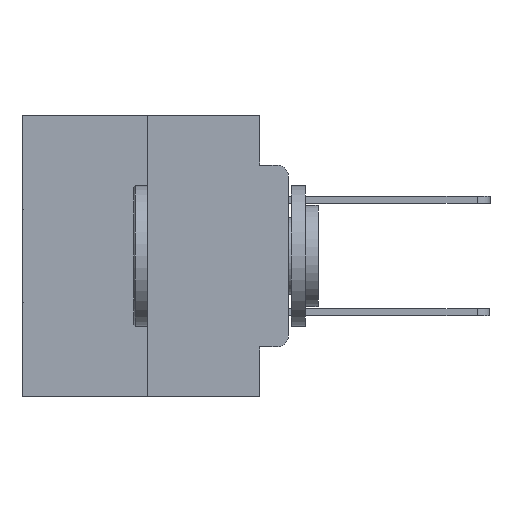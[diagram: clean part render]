
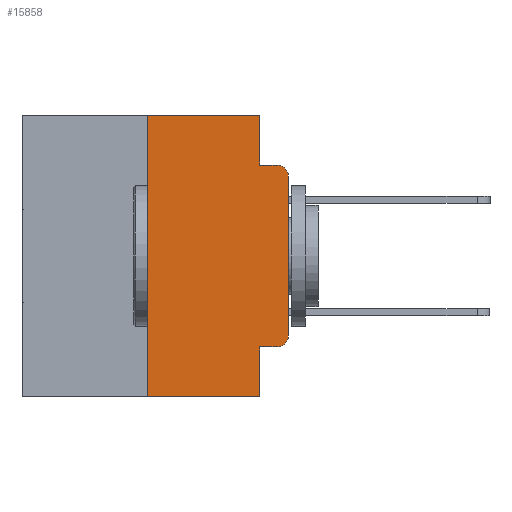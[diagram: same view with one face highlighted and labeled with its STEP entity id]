
A CAD part, left-side view. The second image highlights one B-rep face of the part: STEP entity #15858.
In plain terms, the highlighted planar face has unit normal (-1, 0, 0).
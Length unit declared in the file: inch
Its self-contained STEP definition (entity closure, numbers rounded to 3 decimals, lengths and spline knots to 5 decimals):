
#159 = VERTEX_POINT ( 'NONE', #18225 ) ;
#330 = LINE ( 'NONE', #1208, #5904 ) ;
#556 = EDGE_CURVE ( 'NONE', #27687, #14410, #8052, .T. ) ;
#1208 = CARTESIAN_POINT ( 'NONE',  ( 0., 0.051, 0. ) ) ;
#1220 = DIRECTION ( 'NONE',  ( 0., 0., -1. ) ) ;
#1695 = DIRECTION ( 'NONE',  ( -1., 0., 0. ) ) ;
#1814 = VECTOR ( 'NONE', #16951, 39.37008 ) ;
#2082 = CARTESIAN_POINT ( 'NONE',  ( 0., 0.051, -0.5 ) ) ;
#2827 = AXIS2_PLACEMENT_3D ( 'NONE', #7964, #24277, #10285 ) ;
#3411 = EDGE_LOOP ( 'NONE', ( #4391, #22078, #15487, #29424, #14806, #17353, #12996, #9757, #20349, #5482 ) ) ;
#3509 = CARTESIAN_POINT ( 'NONE',  ( 0., 0.473, 0. ) ) ;
#4391 = ORIENTED_EDGE ( 'NONE', *, *, #22534, .T. ) ;
#4636 = DIRECTION ( 'NONE',  ( 0., 0., 1. ) ) ;
#5482 = ORIENTED_EDGE ( 'NONE', *, *, #19984, .T. ) ;
#5904 = VECTOR ( 'NONE', #12865, 39.37008 ) ;
#6287 = DIRECTION ( 'NONE',  ( 0., 0., -1. ) ) ;
#6640 = LINE ( 'NONE', #22584, #24491 ) ;
#6739 = DIRECTION ( 'NONE',  ( 0., -1., 0. ) ) ;
#7062 = CARTESIAN_POINT ( 'NONE',  ( 0., 0.25, 0. ) ) ;
#7964 = CARTESIAN_POINT ( 'NONE',  ( 0., 0.02, -0.1085 ) ) ;
#8052 = LINE ( 'NONE', #7062, #1814 ) ;
#8478 = EDGE_CURVE ( 'NONE', #159, #19565, #6640, .T. ) ;
#8558 = LINE ( 'NONE', #23796, #13251 ) ;
#8778 = CARTESIAN_POINT ( 'NONE',  ( 0., 0.051, -0.4115 ) ) ;
#8829 = LINE ( 'NONE', #24313, #28888 ) ;
#9459 = CARTESIAN_POINT ( 'NONE',  ( 0., 0.25, 0. ) ) ;
#9649 = CIRCLE ( 'NONE', #2827, 0.02 ) ;
#9757 = ORIENTED_EDGE ( 'NONE', *, *, #29368, .F. ) ;
#10013 = EDGE_CURVE ( 'NONE', #19565, #15036, #11992, .T. ) ;
#10227 = EDGE_CURVE ( 'NONE', #27687, #23810, #24771, .T. ) ;
#10285 = DIRECTION ( 'NONE',  ( 0., 0., -1. ) ) ;
#10322 = DIRECTION ( 'NONE',  ( 0., -1., 0. ) ) ;
#11992 = LINE ( 'NONE', #19763, #29879 ) ;
#12150 = DIRECTION ( 'NONE',  ( 0., -1., 0. ) ) ;
#12478 = LINE ( 'NONE', #20964, #17221 ) ;
#12865 = DIRECTION ( 'NONE',  ( 0., 0., -1. ) ) ;
#12949 = AXIS2_PLACEMENT_3D ( 'NONE', #15660, #1695, #18011 ) ;
#12996 = ORIENTED_EDGE ( 'NONE', *, *, #10227, .T. ) ;
#13251 = VECTOR ( 'NONE', #12150, 39.37008 ) ;
#14062 = CARTESIAN_POINT ( 'NONE',  ( 0., 0.02, -0.0885 ) ) ;
#14410 = VERTEX_POINT ( 'NONE', #9459 ) ;
#14576 = VERTEX_POINT ( 'NONE', #16966 ) ;
#14806 = ORIENTED_EDGE ( 'NONE', *, *, #29283, .F. ) ;
#15036 = VERTEX_POINT ( 'NONE', #14062 ) ;
#15190 = DIRECTION ( 'NONE',  ( 1., 0., 0. ) ) ;
#15487 = ORIENTED_EDGE ( 'NONE', *, *, #10013, .F. ) ;
#15660 = CARTESIAN_POINT ( 'NONE',  ( 0., 0.02, -0.3915 ) ) ;
#15858 = ADVANCED_FACE ( 'NONE', ( #28465 ), #29214, .F. ) ;
#16330 = CARTESIAN_POINT ( 'NONE',  ( 0., 0.25, -0.5 ) ) ;
#16682 = VERTEX_POINT ( 'NONE', #27431 ) ;
#16951 = DIRECTION ( 'NONE',  ( 0., 0., 1. ) ) ;
#16966 = CARTESIAN_POINT ( 'NONE',  ( 0., 0., -0.1085 ) ) ;
#17221 = VECTOR ( 'NONE', #4636, 39.37008 ) ;
#17353 = ORIENTED_EDGE ( 'NONE', *, *, #556, .F. ) ;
#18011 = DIRECTION ( 'NONE',  ( 0., 0., -1. ) ) ;
#18225 = CARTESIAN_POINT ( 'NONE',  ( 0., 0.051, 0. ) ) ;
#18547 = AXIS2_PLACEMENT_3D ( 'NONE', #3509, #15190, #1220 ) ;
#18556 = VECTOR ( 'NONE', #6739, 39.37008 ) ;
#18769 = CARTESIAN_POINT ( 'NONE',  ( 0., 0.051, -0.0885 ) ) ;
#18832 = CIRCLE ( 'NONE', #12949, 0.02 ) ;
#19565 = VERTEX_POINT ( 'NONE', #18769 ) ;
#19763 = CARTESIAN_POINT ( 'NONE',  ( 0., 0.051, -0.0885 ) ) ;
#19863 = DIRECTION ( 'NONE',  ( 0., -1., 0. ) ) ;
#19984 = EDGE_CURVE ( 'NONE', #21809, #16682, #18832, .T. ) ;
#20349 = ORIENTED_EDGE ( 'NONE', *, *, #27806, .T. ) ;
#20964 = CARTESIAN_POINT ( 'NONE',  ( 0., 0., 0. ) ) ;
#20997 = EDGE_CURVE ( 'NONE', #14576, #15036, #9649, .T. ) ;
#21809 = VERTEX_POINT ( 'NONE', #25359 ) ;
#22078 = ORIENTED_EDGE ( 'NONE', *, *, #20997, .T. ) ;
#22534 = EDGE_CURVE ( 'NONE', #16682, #14576, #12478, .T. ) ;
#22584 = CARTESIAN_POINT ( 'NONE',  ( 0., 0.051, 0. ) ) ;
#23077 = VERTEX_POINT ( 'NONE', #8778 ) ;
#23796 = CARTESIAN_POINT ( 'NONE',  ( 0., 0.051, -0.4115 ) ) ;
#23810 = VERTEX_POINT ( 'NONE', #2082 ) ;
#24277 = DIRECTION ( 'NONE',  ( -1., 0., 0. ) ) ;
#24313 = CARTESIAN_POINT ( 'NONE',  ( 0., 0.473, 0. ) ) ;
#24491 = VECTOR ( 'NONE', #6287, 39.37008 ) ;
#24771 = LINE ( 'NONE', #29960, #18556 ) ;
#25359 = CARTESIAN_POINT ( 'NONE',  ( 0., 0.02, -0.4115 ) ) ;
#27431 = CARTESIAN_POINT ( 'NONE',  ( 0., 0., -0.3915 ) ) ;
#27687 = VERTEX_POINT ( 'NONE', #16330 ) ;
#27806 = EDGE_CURVE ( 'NONE', #23077, #21809, #8558, .T. ) ;
#28465 = FACE_OUTER_BOUND ( 'NONE', #3411, .T. ) ;
#28888 = VECTOR ( 'NONE', #10322, 39.37008 ) ;
#29214 = PLANE ( 'NONE',  #18547 ) ;
#29283 = EDGE_CURVE ( 'NONE', #14410, #159, #8829, .T. ) ;
#29368 = EDGE_CURVE ( 'NONE', #23077, #23810, #330, .T. ) ;
#29424 = ORIENTED_EDGE ( 'NONE', *, *, #8478, .F. ) ;
#29879 = VECTOR ( 'NONE', #19863, 39.37008 ) ;
#29960 = CARTESIAN_POINT ( 'NONE',  ( 0., 0.473, -0.5 ) ) ;
